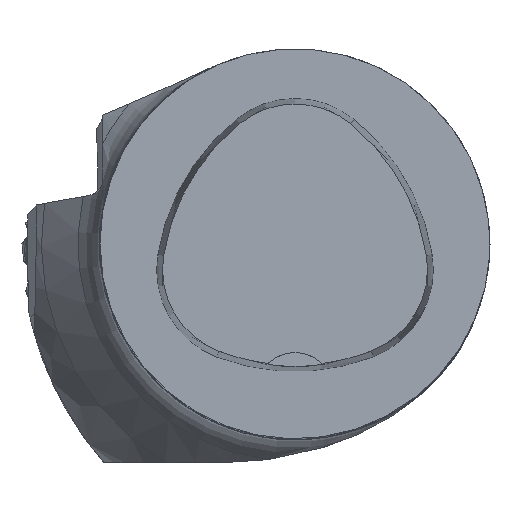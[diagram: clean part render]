
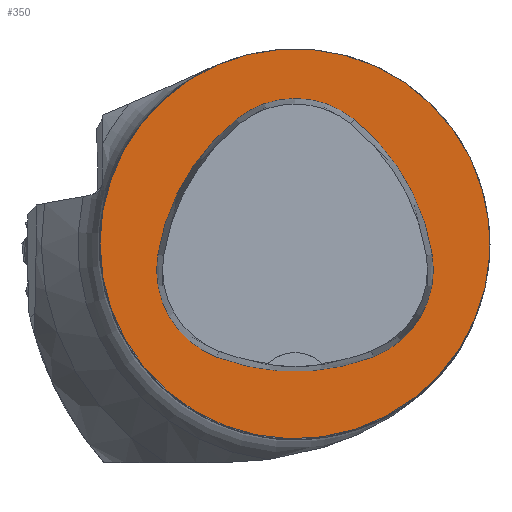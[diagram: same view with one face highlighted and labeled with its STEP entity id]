
A CAD part, top view. The second image highlights one B-rep face of the part: STEP entity #350.
In plain terms, the highlighted planar face has unit normal (0, 0, 1).
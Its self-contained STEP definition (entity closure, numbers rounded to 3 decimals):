
#153=FACE_BOUND('',#841,.T.);
#154=FACE_BOUND('',#842,.T.);
#166=CIRCLE('',#3818,25.);
#182=CIRCLE('',#3881,28.);
#184=CIRCLE('',#3884,12.);
#186=CIRCLE('',#3887,28.);
#188=CIRCLE('',#3890,12.);
#192=CIRCLE('',#3895,28.);
#194=CIRCLE('',#3898,12.);
#350=ADVANCED_FACE('',(#153,#154),#515,.T.);
#515=PLANE('',#3903);
#841=EDGE_LOOP('',(#1488,#1489,#1490,#1491,#1492,#1493));
#842=EDGE_LOOP('',(#1494));
#1488=ORIENTED_EDGE('',*,*,#2832,.T.);
#1489=ORIENTED_EDGE('',*,*,#2812,.T.);
#1490=ORIENTED_EDGE('',*,*,#2816,.T.);
#1491=ORIENTED_EDGE('',*,*,#2819,.T.);
#1492=ORIENTED_EDGE('',*,*,#2822,.T.);
#1493=ORIENTED_EDGE('',*,*,#2830,.T.);
#1494=ORIENTED_EDGE('',*,*,#2727,.F.);
#2364=VERTEX_POINT('',#5156);
#2417=VERTEX_POINT('',#5494);
#2418=VERTEX_POINT('',#5495);
#2421=VERTEX_POINT('',#5503);
#2423=VERTEX_POINT('',#5509);
#2425=VERTEX_POINT('',#5515);
#2432=VERTEX_POINT('',#5536);
#2727=EDGE_CURVE('',#2364,#2364,#166,.T.);
#2812=EDGE_CURVE('',#2417,#2418,#182,.T.);
#2816=EDGE_CURVE('',#2418,#2421,#184,.T.);
#2819=EDGE_CURVE('',#2421,#2423,#186,.T.);
#2822=EDGE_CURVE('',#2423,#2425,#188,.T.);
#2830=EDGE_CURVE('',#2425,#2432,#192,.T.);
#2832=EDGE_CURVE('',#2432,#2417,#194,.T.);
#3818=AXIS2_PLACEMENT_3D('',#5155,#4183,#4184);
#3881=AXIS2_PLACEMENT_3D('',#5493,#4336,#4337);
#3884=AXIS2_PLACEMENT_3D('',#5502,#4344,#4345);
#3887=AXIS2_PLACEMENT_3D('',#5508,#4351,#4352);
#3890=AXIS2_PLACEMENT_3D('',#5514,#4358,#4359);
#3895=AXIS2_PLACEMENT_3D('',#5537,#4370,#4371);
#3898=AXIS2_PLACEMENT_3D('',#5540,#4376,#4377);
#3903=AXIS2_PLACEMENT_3D('',#5545,#4386,#4387);
#4183=DIRECTION('',(0.,0.,-1.));
#4184=DIRECTION('',(-1.,0.,0.));
#4336=DIRECTION('',(0.,0.,-1.));
#4337=DIRECTION('',(-1.,0.,0.));
#4344=DIRECTION('',(0.,0.,-1.));
#4345=DIRECTION('',(-1.,0.,0.));
#4351=DIRECTION('',(0.,0.,-1.));
#4352=DIRECTION('',(-1.,0.,0.));
#4358=DIRECTION('',(0.,0.,-1.));
#4359=DIRECTION('',(-1.,0.,0.));
#4370=DIRECTION('',(0.,0.,-1.));
#4371=DIRECTION('',(-1.,0.,0.));
#4376=DIRECTION('',(0.,0.,-1.));
#4377=DIRECTION('',(-1.,0.,0.));
#4386=DIRECTION('',(0.,0.,1.));
#4387=DIRECTION('',(1.,0.,0.));
#5155=CARTESIAN_POINT('',(0.,0.,0.));
#5156=CARTESIAN_POINT('',(-25.,0.,0.));
#5493=CARTESIAN_POINT('',(10.068,-5.824,0.));
#5494=CARTESIAN_POINT('',(-17.584,-1.424,0.));
#5495=CARTESIAN_POINT('',(-7.531,15.953,0.));
#5502=CARTESIAN_POINT('',(0.011,6.62,0.));
#5503=CARTESIAN_POINT('',(7.567,15.942,0.));
#5508=CARTESIAN_POINT('',(-10.063,-5.81,0.));
#5509=CARTESIAN_POINT('',(17.59,-1.418,0.));
#5514=CARTESIAN_POINT('',(5.739,-3.3,0.));
#5515=CARTESIAN_POINT('',(10.05,-14.499,0.));
#5536=CARTESIAN_POINT('',(-10.025,-14.516,0.));
#5537=CARTESIAN_POINT('',(-0.01,11.631,0.));
#5540=CARTESIAN_POINT('',(-5.733,-3.31,0.));
#5545=CARTESIAN_POINT('',(0.,0.,0.));
